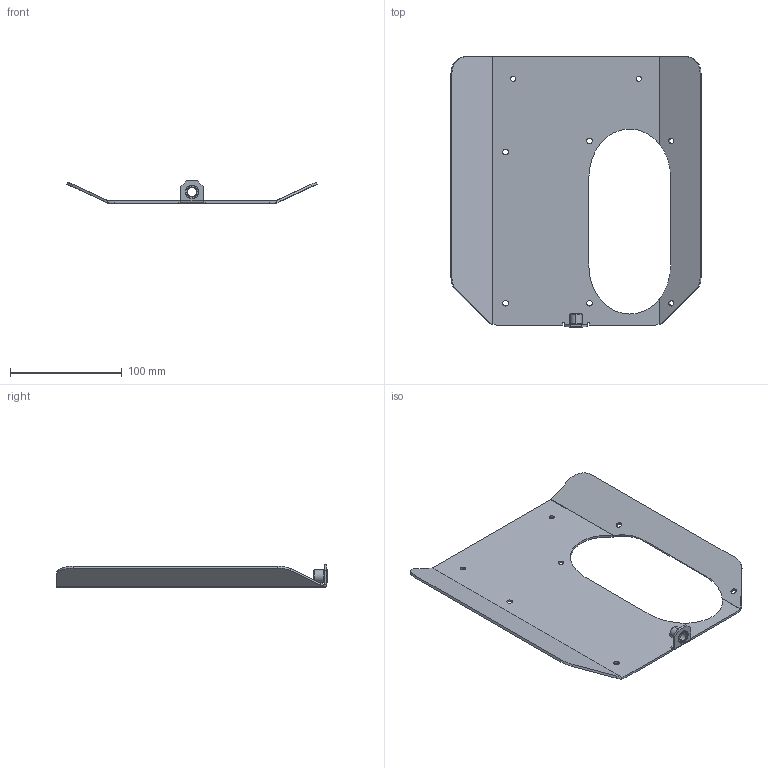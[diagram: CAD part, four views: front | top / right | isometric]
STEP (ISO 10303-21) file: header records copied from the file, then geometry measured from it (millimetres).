
FILE_DESCRIPTION (( 'STEP AP214' ), '1' );
FILE_NAME ('TW FRONT PANEL.STEP', '2018-07-27T22:44:50', ( '' ), ( '' ), 'SwSTEP 2.0', 'SolidWorks 2014', '' );
FILE_SCHEMA (( 'AUTOMOTIVE_DESIGN' ));
Length unit declared in the file: millimetre
Products named in the file (3): TW PANEL SHEET; TW FRONT PANEL; RIVKLE M8 343 66 080 233
Assembly tree (2 placements, depth 2):
  TW FRONT PANEL
    TW PANEL SHEET
    RIVKLE M8 343 66 080 233
Bounding box: 223.37 x 242 x 20 mm (x, y, z)
Volume: 86283.7 mm3; surface area: 89578.4 mm2
Topology: 2 solids, 2 shells, 100 faces, 249 edges, 154 vertices
Faces by surface type: cylinder 44, plane 39, bspline 13, cone 4
Entity records: 4641 total; most frequent: CARTESIAN_POINT 2145, ORIENTED_EDGE 498, DIRECTION 487, EDGE_CURVE 249, AXIS2_PLACEMENT_3D 176, VERTEX_POINT 154, VECTOR 135, LINE 135
